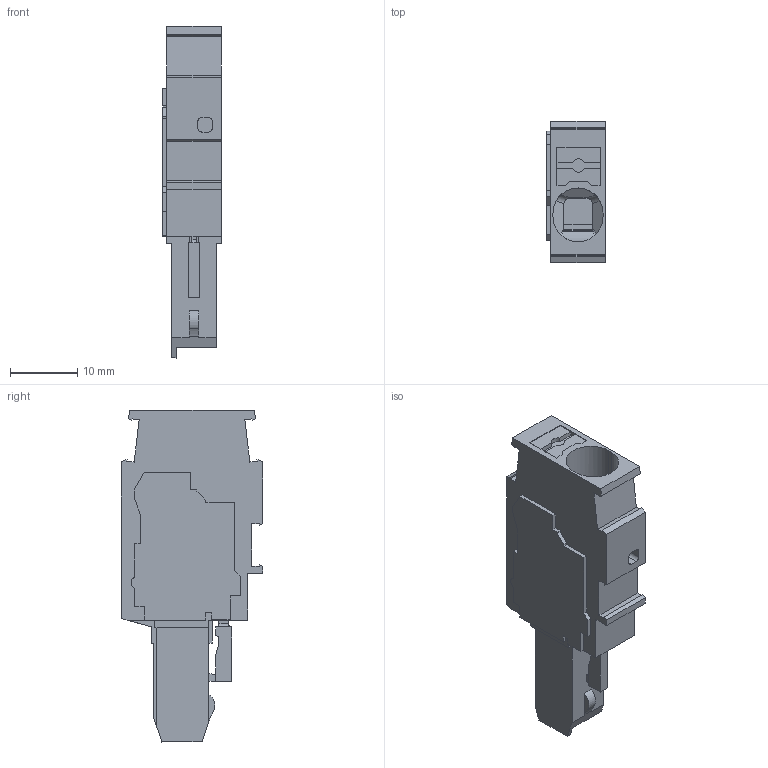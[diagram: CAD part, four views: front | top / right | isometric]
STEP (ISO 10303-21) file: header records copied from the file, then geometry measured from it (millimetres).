
FILE_DESCRIPTION(('Creo Elements/Direct Modeling STEP Export'),'2;1');
FILE_NAME('model.stp','2021-03-17T 7:32:14',(''),(''),'Creo Elements/Direct Modeling STEP processor for AP214 (Solid Model)','Creo Elements/Direct Modeling 20.1D 10-Oct-2020 (C) Parametric Technology GmbH','');
FILE_SCHEMA(('AUTOMOTIVE_DESIGN { 1 0 10303 214 1 1 1 1 }'));
Length unit declared in the file: millimetre
Products named in the file (2): PP_H_6_1_M-select
Assembly tree (1 placements, depth 2):
  PP_H_6_1_M-select
    PP_H_6_1_M-select
Bounding box: 8.75 x 21 x 49.33 mm (x, y, z)
Volume: 4634.5 mm3; surface area: 3636.3 mm2
Topology: 1 solids, 1 shells, 261 faces, 763 edges, 507 vertices
Faces by surface type: plane 208, cylinder 45, bspline 4, torus 4
Entity records: 12835 total; most frequent: CARTESIAN_POINT 3803, ORIENTED_EDGE 1526, DIRECTION 1338, EDGE_CURVE 763, VECTOR 628, LINE 628, VERTEX_POINT 507, AXIS2_PLACEMENT_3D 355
